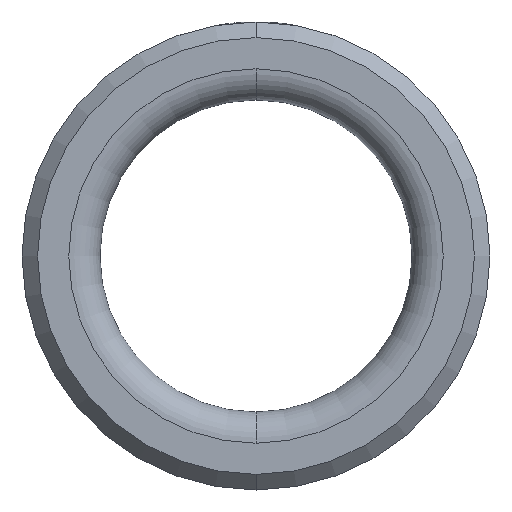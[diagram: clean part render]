
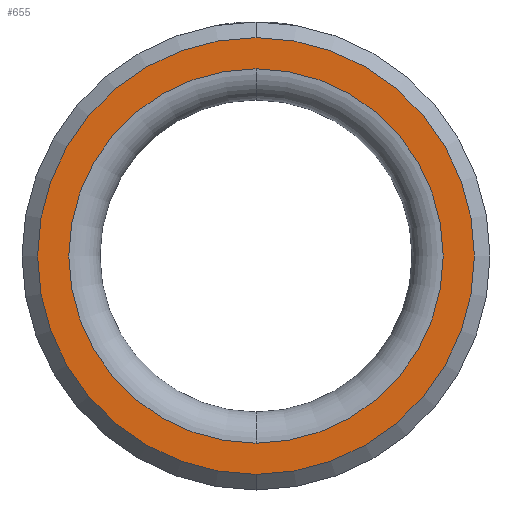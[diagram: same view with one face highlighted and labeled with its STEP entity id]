
A CAD part, front view. The second image highlights one B-rep face of the part: STEP entity #655.
In plain terms, the highlighted planar face has unit normal (0, -1, 0).
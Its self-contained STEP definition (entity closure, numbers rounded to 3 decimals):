
#15 = ORIENTED_EDGE ( 'NONE', *, *, #439, .F. ) ;
#17 = CIRCLE ( 'NONE', #216, 14. ) ;
#59 = EDGE_LOOP ( 'NONE', ( #573, #15 ) ) ;
#67 = FACE_OUTER_BOUND ( 'NONE', #1024, .T. ) ;
#92 = CIRCLE ( 'NONE', #846, 14. ) ;
#132 = CARTESIAN_POINT ( 'NONE',  ( 0., 0., 12. ) ) ;
#167 = CARTESIAN_POINT ( 'NONE',  ( 0., 0., 0. ) ) ;
#195 = DIRECTION ( 'NONE',  ( 0., 1., 0. ) ) ;
#199 = VERTEX_POINT ( 'NONE', #274 ) ;
#216 = AXIS2_PLACEMENT_3D ( 'NONE', #167, #993, #273 ) ;
#273 = DIRECTION ( 'NONE',  ( 0., 0., -1. ) ) ;
#274 = CARTESIAN_POINT ( 'NONE',  ( 0., 0., -12. ) ) ;
#302 = DIRECTION ( 'NONE',  ( 0., -1., 0. ) ) ;
#396 = DIRECTION ( 'NONE',  ( 0., -1., 0. ) ) ;
#431 = CARTESIAN_POINT ( 'NONE',  ( -14., 0., 0. ) ) ;
#439 = EDGE_CURVE ( 'NONE', #663, #199, #1212, .T. ) ;
#443 = ORIENTED_EDGE ( 'NONE', *, *, #1188, .T. ) ;
#498 = CARTESIAN_POINT ( 'NONE',  ( 0., 0., 0. ) ) ;
#549 = PLANE ( 'NONE',  #972 ) ;
#573 = ORIENTED_EDGE ( 'NONE', *, *, #1527, .F. ) ;
#581 = VERTEX_POINT ( 'NONE', #1010 ) ;
#621 = DIRECTION ( 'NONE',  ( 0., 0., -1. ) ) ;
#625 = CIRCLE ( 'NONE', #708, 12. ) ;
#655 = ADVANCED_FACE ( 'NONE', ( #1314, #67 ), #549, .F. ) ;
#663 = VERTEX_POINT ( 'NONE', #132 ) ;
#708 = AXIS2_PLACEMENT_3D ( 'NONE', #1107, #396, #1233 ) ;
#816 = ORIENTED_EDGE ( 'NONE', *, *, #1339, .T. ) ;
#846 = AXIS2_PLACEMENT_3D ( 'NONE', #1021, #302, #1140 ) ;
#895 = DIRECTION ( 'NONE',  ( 0., 0., 1. ) ) ;
#972 = AXIS2_PLACEMENT_3D ( 'NONE', #431, #195, #895 ) ;
#993 = DIRECTION ( 'NONE',  ( 0., -1., 0. ) ) ;
#1010 = CARTESIAN_POINT ( 'NONE',  ( 0., 0., -14. ) ) ;
#1021 = CARTESIAN_POINT ( 'NONE',  ( 0., 0., 0. ) ) ;
#1024 = EDGE_LOOP ( 'NONE', ( #816, #443 ) ) ;
#1107 = CARTESIAN_POINT ( 'NONE',  ( 0., 0., 0. ) ) ;
#1140 = DIRECTION ( 'NONE',  ( 0., 0., -1. ) ) ;
#1188 = EDGE_CURVE ( 'NONE', #581, #1492, #17, .T. ) ;
#1212 = CIRCLE ( 'NONE', #1521, 12. ) ;
#1223 = CARTESIAN_POINT ( 'NONE',  ( 0., 0., 14. ) ) ;
#1233 = DIRECTION ( 'NONE',  ( 0., 0., -1. ) ) ;
#1314 = FACE_BOUND ( 'NONE', #59, .T. ) ;
#1333 = DIRECTION ( 'NONE',  ( 0., -1., 0. ) ) ;
#1339 = EDGE_CURVE ( 'NONE', #1492, #581, #92, .T. ) ;
#1492 = VERTEX_POINT ( 'NONE', #1223 ) ;
#1521 = AXIS2_PLACEMENT_3D ( 'NONE', #498, #1333, #621 ) ;
#1527 = EDGE_CURVE ( 'NONE', #199, #663, #625, .T. ) ;
